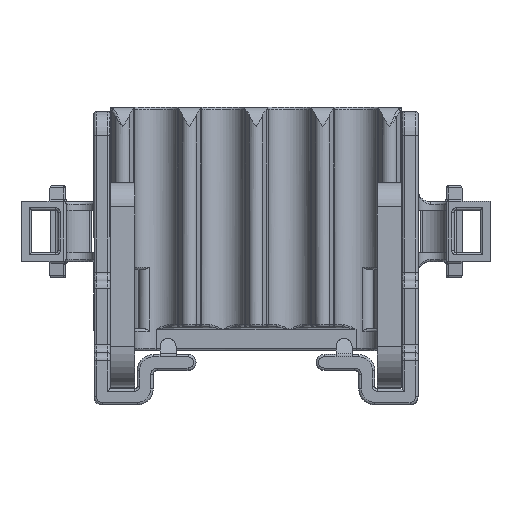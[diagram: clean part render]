
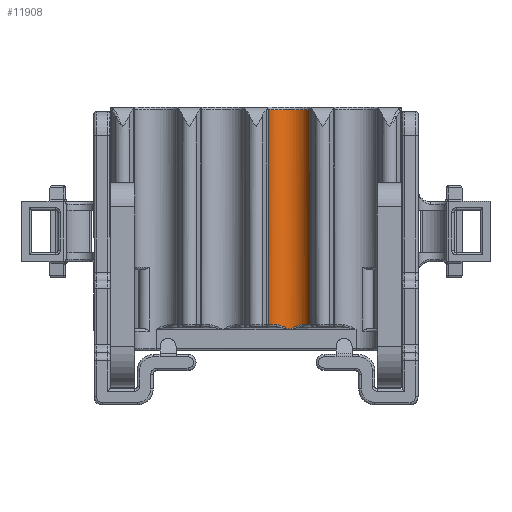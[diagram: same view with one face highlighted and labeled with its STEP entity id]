
A CAD part, top view. The second image highlights one B-rep face of the part: STEP entity #11908.
In plain terms, the highlighted cylindrical face has radius 2.667 mm (diameter 5.333 mm), a partial arc.
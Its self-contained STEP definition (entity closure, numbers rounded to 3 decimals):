
#11867=AXIS2_PLACEMENT_3D('Cylinder Axis2P3D',#11864,#11865,#11866) ;
#11881=AXIS2_PLACEMENT_3D('Circle Axis2P3D',#11879,#11880,$) ;
#11886=AXIS2_PLACEMENT_3D('Circle Axis2P3D',#11884,#11885,$) ;
#7872=CARTESIAN_POINT('Vertex',(-4.167,-17.3,-3.)) ;
#9856=CARTESIAN_POINT('Vertex',(-6.833,10.151,-5.667)) ;
#9892=CARTESIAN_POINT('Vertex',(-1.5,10.151,-5.667)) ;
#9896=CARTESIAN_POINT('Control Point',(-6.833,10.151,-5.667)) ;
#9897=CARTESIAN_POINT('Control Point',(-6.833,10.153,-5.411)) ;
#9898=CARTESIAN_POINT('Control Point',(-6.803,10.156,-5.154)) ;
#9899=CARTESIAN_POINT('Control Point',(-6.741,10.158,-4.903)) ;
#9900=CARTESIAN_POINT('Control Point',(-6.547,10.163,-4.388)) ;
#9901=CARTESIAN_POINT('Control Point',(-6.228,10.167,-3.937)) ;
#9902=CARTESIAN_POINT('Control Point',(-6.026,10.169,-3.722)) ;
#9903=CARTESIAN_POINT('Control Point',(-5.57,10.173,-3.353)) ;
#9904=CARTESIAN_POINT('Control Point',(-5.031,10.175,-3.119)) ;
#9905=CARTESIAN_POINT('Control Point',(-4.748,10.176,-3.04)) ;
#9906=CARTESIAN_POINT('Control Point',(-4.167,10.177,-2.96)) ;
#9907=CARTESIAN_POINT('Control Point',(-3.585,10.176,-3.04)) ;
#9908=CARTESIAN_POINT('Control Point',(-3.302,10.175,-3.119)) ;
#9909=CARTESIAN_POINT('Control Point',(-2.763,10.173,-3.353)) ;
#9910=CARTESIAN_POINT('Control Point',(-2.307,10.169,-3.722)) ;
#9911=CARTESIAN_POINT('Control Point',(-2.106,10.167,-3.937)) ;
#9912=CARTESIAN_POINT('Control Point',(-1.787,10.163,-4.388)) ;
#9913=CARTESIAN_POINT('Control Point',(-1.592,10.158,-4.903)) ;
#9914=CARTESIAN_POINT('Control Point',(-1.531,10.156,-5.155)) ;
#9915=CARTESIAN_POINT('Control Point',(-1.5,10.153,-5.411)) ;
#9916=CARTESIAN_POINT('Control Point',(-1.5,10.151,-5.667)) ;
#11776=CARTESIAN_POINT('Vertex',(-6.833,-16.7,-5.667)) ;
#11779=CARTESIAN_POINT('Line Origine',(-6.833,-3.275,-5.667)) ;
#11849=CARTESIAN_POINT('Vertex',(-1.5,-16.7,-5.667)) ;
#11852=CARTESIAN_POINT('Line Origine',(-1.5,-3.275,-5.667)) ;
#11864=CARTESIAN_POINT('Axis2P3D Location',(-4.167,-4.75,-5.667)) ;
#11870=CARTESIAN_POINT('Control Point',(-5.775,-16.7,-3.539)) ;
#11871=CARTESIAN_POINT('Control Point',(-5.472,-16.7,-3.311)) ;
#11872=CARTESIAN_POINT('Control Point',(-5.144,-16.831,-3.148)) ;
#11873=CARTESIAN_POINT('Control Point',(-4.822,-16.971,-3.051)) ;
#11874=CARTESIAN_POINT('Control Point',(-4.494,-17.136,-3.)) ;
#11875=CARTESIAN_POINT('Control Point',(-4.167,-17.3,-3.)) ;
#11876=CARTESIAN_POINT('Vertex',(-5.775,-16.7,-3.539)) ;
#11879=CARTESIAN_POINT('Axis2P3D Location',(-4.167,-16.7,-5.667)) ;
#11884=CARTESIAN_POINT('Axis2P3D Location',(-4.167,-16.7,-5.667)) ;
#11888=CARTESIAN_POINT('Vertex',(-2.559,-16.7,-3.539)) ;
#11892=CARTESIAN_POINT('Control Point',(-4.167,-17.3,-3.)) ;
#11893=CARTESIAN_POINT('Control Point',(-3.84,-17.136,-3.)) ;
#11894=CARTESIAN_POINT('Control Point',(-3.512,-16.971,-3.051)) ;
#11895=CARTESIAN_POINT('Control Point',(-3.189,-16.831,-3.148)) ;
#11896=CARTESIAN_POINT('Control Point',(-2.861,-16.7,-3.311)) ;
#11897=CARTESIAN_POINT('Control Point',(-2.559,-16.7,-3.539)) ;
#11780=DIRECTION('Vector Direction',(0.,1.,0.)) ;
#11853=DIRECTION('Vector Direction',(0.,1.,0.)) ;
#11865=DIRECTION('Axis2P3D Direction',(0.,1.,-0.)) ;
#11866=DIRECTION('Axis2P3D XDirection',(-1.,0.,0.)) ;
#11880=DIRECTION('Axis2P3D Direction',(0.,1.,-0.)) ;
#11885=DIRECTION('Axis2P3D Direction',(0.,1.,-0.)) ;
#11781=VECTOR('Line Direction',#11780,1.) ;
#11854=VECTOR('Line Direction',#11853,1.) ;
#11900=ORIENTED_EDGE('',*,*,#11878,.T.) ;
#11901=ORIENTED_EDGE('',*,*,#11883,.T.) ;
#11902=ORIENTED_EDGE('',*,*,#11783,.T.) ;
#11903=ORIENTED_EDGE('',*,*,#9917,.T.) ;
#11904=ORIENTED_EDGE('',*,*,#11856,.F.) ;
#11905=ORIENTED_EDGE('',*,*,#11890,.T.) ;
#11906=ORIENTED_EDGE('',*,*,#11898,.T.) ;
#11908=ADVANCED_FACE('Hauptk\X2\00F6\X0\rper',(#11907),#11868,.F.) ;
#9895=B_SPLINE_CURVE_WITH_KNOTS('',5,(#9896,#9897,#9898,#9899,#9900,#9901,#9902,#9903,#9904,#9905,#9906,#9907,#9908,#9909,#9910,#9911,#9912,#9913,#9914,#9915,#9916),.UNSPECIFIED.,.F.,.U.,(6,3,3,3,3,3,6),(3.151,5.067,7.243,9.417,11.591,13.768,15.683),.UNSPECIFIED.) ;
#11869=B_SPLINE_CURVE_WITH_KNOTS('',5,(#11870,#11871,#11872,#11873,#11874,#11875),.UNSPECIFIED.,.F.,.U.,(6,6),(1.915,4.527),.UNSPECIFIED.) ;
#11891=B_SPLINE_CURVE_WITH_KNOTS('',5,(#11892,#11893,#11894,#11895,#11896,#11897),.UNSPECIFIED.,.F.,.U.,(6,6),(0.,2.612),.UNSPECIFIED.) ;
#11882=CIRCLE('generated circle',#11881,2.667) ;
#11887=CIRCLE('generated circle',#11886,2.667) ;
#11868=CYLINDRICAL_SURFACE('generated cylinder',#11867,2.667) ;
#9917=EDGE_CURVE('',#9857,#9893,#9895,.T.) ;
#11783=EDGE_CURVE('',#11777,#9857,#11782,.T.) ;
#11856=EDGE_CURVE('',#11850,#9893,#11855,.T.) ;
#11878=EDGE_CURVE('',#7873,#11877,#11869,.F.) ;
#11883=EDGE_CURVE('',#11877,#11777,#11882,.F.) ;
#11890=EDGE_CURVE('',#11850,#11889,#11887,.F.) ;
#11898=EDGE_CURVE('',#11889,#7873,#11891,.F.) ;
#11899=EDGE_LOOP('',(#11900,#11901,#11902,#11903,#11904,#11905,#11906)) ;
#11907=FACE_OUTER_BOUND('',#11899,.T.) ;
#11782=LINE('Line',#11779,#11781) ;
#11855=LINE('Line',#11852,#11854) ;
#7873=VERTEX_POINT('',#7872) ;
#9857=VERTEX_POINT('',#9856) ;
#9893=VERTEX_POINT('',#9892) ;
#11777=VERTEX_POINT('',#11776) ;
#11850=VERTEX_POINT('',#11849) ;
#11877=VERTEX_POINT('',#11876) ;
#11889=VERTEX_POINT('',#11888) ;
